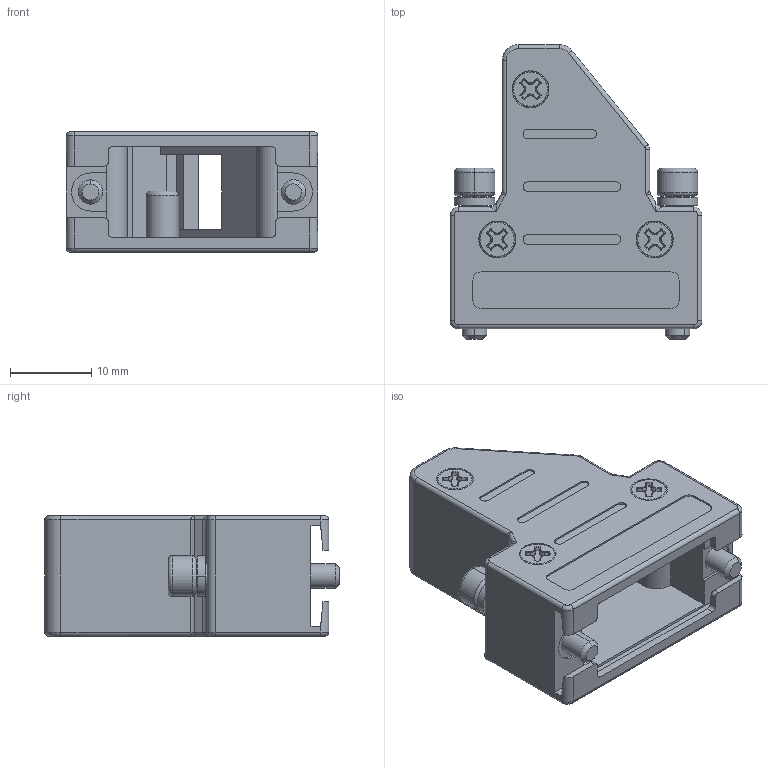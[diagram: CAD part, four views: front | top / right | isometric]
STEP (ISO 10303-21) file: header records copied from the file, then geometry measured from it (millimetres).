
FILE_DESCRIPTION(('Creo Elements/Direct Modeling STEP Export'),'2;1');
FILE_NAME('0ln7uvk5he4d08d3496','2022-02-28T 8:52:02',(''),(''),'Creo Elements/Direct Modeling STEP processor for AP214 (Solid Model)','Creo Elements/Direct Modeling 20.1B 02-Apr-2019 (C) Parametric Technology GmbH','');
FILE_SCHEMA(('AUTOMOTIVE_DESIGN { 1 0 10303 214 1 1 1 1 }'));
Length unit declared in the file: millimetre
Products named in the file (2): MPTAO_09
Assembly tree (1 placements, depth 2):
  MPTAO_09
    MPTAO_09
Bounding box: 31 x 36.3 x 14.8 mm (x, y, z)
Volume: 5644.6 mm3; surface area: 5330.9 mm2
Topology: 1 solids, 1 shells, 607 faces, 1441 edges, 842 vertices
Faces by surface type: bspline 212, cylinder 191, plane 140, torus 42, cone 22
Entity records: 38203 total; most frequent: CARTESIAN_POINT 21949, ORIENTED_EDGE 2842, DIRECTION 1661, EDGE_CURVE 1421, VERTEX_POINT 842, EDGE_LOOP 639, COLOUR_RGB 608, FILL_AREA_STYLE_COLOUR 608
